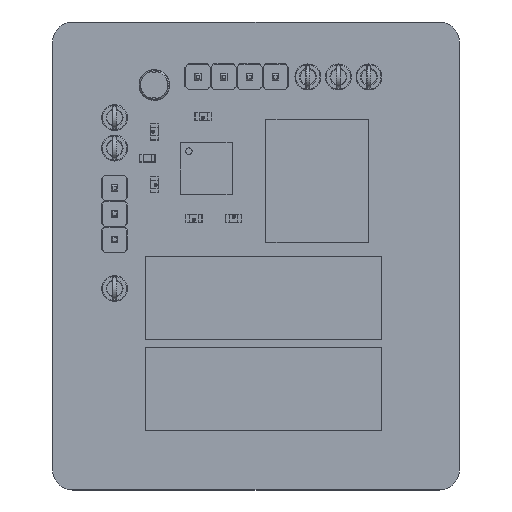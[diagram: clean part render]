
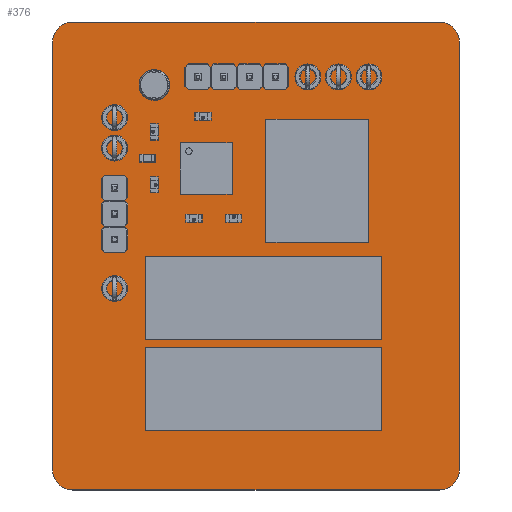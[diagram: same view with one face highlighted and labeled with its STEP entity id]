
A CAD part, top view. The second image highlights one B-rep face of the part: STEP entity #376.
In plain terms, the highlighted planar face has unit normal (0, 0, 1).
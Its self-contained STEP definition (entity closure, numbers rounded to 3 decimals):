
#111 = VERTEX_POINT('',#112);
#112 = CARTESIAN_POINT('',(0.,2.,0.));
#118 = EDGE_CURVE('',#111,#119,#121,.T.);
#119 = VERTEX_POINT('',#120);
#120 = CARTESIAN_POINT('',(2.,0.,0.));
#121 = CIRCLE('',#122,2.001);
#122 = AXIS2_PLACEMENT_3D('',#123,#124,#125);
#123 = CARTESIAN_POINT('',(2.001,2.001,0.));
#124 = DIRECTION('',(0.,0.,1.));
#125 = DIRECTION('',(-1.,0.,0.));
#151 = EDGE_CURVE('',#119,#152,#154,.T.);
#152 = VERTEX_POINT('',#153);
#153 = CARTESIAN_POINT('',(38.,0.,0.));
#154 = LINE('',#155,#156);
#155 = CARTESIAN_POINT('',(2.,0.,0.));
#156 = VECTOR('',#157,1.);
#157 = DIRECTION('',(1.,0.,0.));
#182 = EDGE_CURVE('',#152,#183,#185,.T.);
#183 = VERTEX_POINT('',#184);
#184 = CARTESIAN_POINT('',(40.,2.,0.));
#185 = CIRCLE('',#186,2.001);
#186 = AXIS2_PLACEMENT_3D('',#187,#188,#189);
#187 = CARTESIAN_POINT('',(37.999,2.001,0.));
#188 = DIRECTION('',(0.,0.,1.));
#189 = DIRECTION('',(0.,-1.,0.));
#215 = EDGE_CURVE('',#183,#216,#218,.T.);
#216 = VERTEX_POINT('',#217);
#217 = CARTESIAN_POINT('',(40.,44.,0.));
#218 = LINE('',#219,#220);
#219 = CARTESIAN_POINT('',(40.,2.,0.));
#220 = VECTOR('',#221,1.);
#221 = DIRECTION('',(0.,1.,0.));
#246 = EDGE_CURVE('',#216,#247,#249,.T.);
#247 = VERTEX_POINT('',#248);
#248 = CARTESIAN_POINT('',(38.,46.,0.));
#249 = CIRCLE('',#250,2.001);
#250 = AXIS2_PLACEMENT_3D('',#251,#252,#253);
#251 = CARTESIAN_POINT('',(37.999,43.999,0.));
#252 = DIRECTION('',(0.,0.,1.));
#253 = DIRECTION('',(1.,0.,0.));
#279 = EDGE_CURVE('',#247,#280,#282,.T.);
#280 = VERTEX_POINT('',#281);
#281 = CARTESIAN_POINT('',(2.,46.,0.));
#282 = LINE('',#283,#284);
#283 = CARTESIAN_POINT('',(38.,46.,0.));
#284 = VECTOR('',#285,1.);
#285 = DIRECTION('',(-1.,0.,0.));
#310 = EDGE_CURVE('',#280,#311,#313,.T.);
#311 = VERTEX_POINT('',#312);
#312 = CARTESIAN_POINT('',(0.,44.,0.));
#313 = CIRCLE('',#314,2.001);
#314 = AXIS2_PLACEMENT_3D('',#315,#316,#317);
#315 = CARTESIAN_POINT('',(2.001,43.999,0.));
#316 = DIRECTION('',(0.,0.,1.));
#317 = DIRECTION('',(0.,1.,0.));
#343 = EDGE_CURVE('',#311,#111,#344,.T.);
#344 = LINE('',#345,#346);
#345 = CARTESIAN_POINT('',(0.,44.,0.));
#346 = VECTOR('',#347,1.);
#347 = DIRECTION('',(0.,-1.,0.));
#376 = ADVANCED_FACE('',(#377),#387,.F.);
#377 = FACE_BOUND('',#378,.T.);
#378 = EDGE_LOOP('',(#379,#380,#381,#382,#383,#384,#385,#386));
#379 = ORIENTED_EDGE('',*,*,#118,.T.);
#380 = ORIENTED_EDGE('',*,*,#151,.T.);
#381 = ORIENTED_EDGE('',*,*,#182,.T.);
#382 = ORIENTED_EDGE('',*,*,#215,.T.);
#383 = ORIENTED_EDGE('',*,*,#246,.T.);
#384 = ORIENTED_EDGE('',*,*,#279,.T.);
#385 = ORIENTED_EDGE('',*,*,#310,.T.);
#386 = ORIENTED_EDGE('',*,*,#343,.T.);
#387 = PLANE('',#388);
#388 = AXIS2_PLACEMENT_3D('',#389,#390,#391);
#389 = CARTESIAN_POINT('',(0.,2.,0.));
#390 = DIRECTION('',(0.,0.,-1.));
#391 = DIRECTION('',(-1.,0.,0.));
